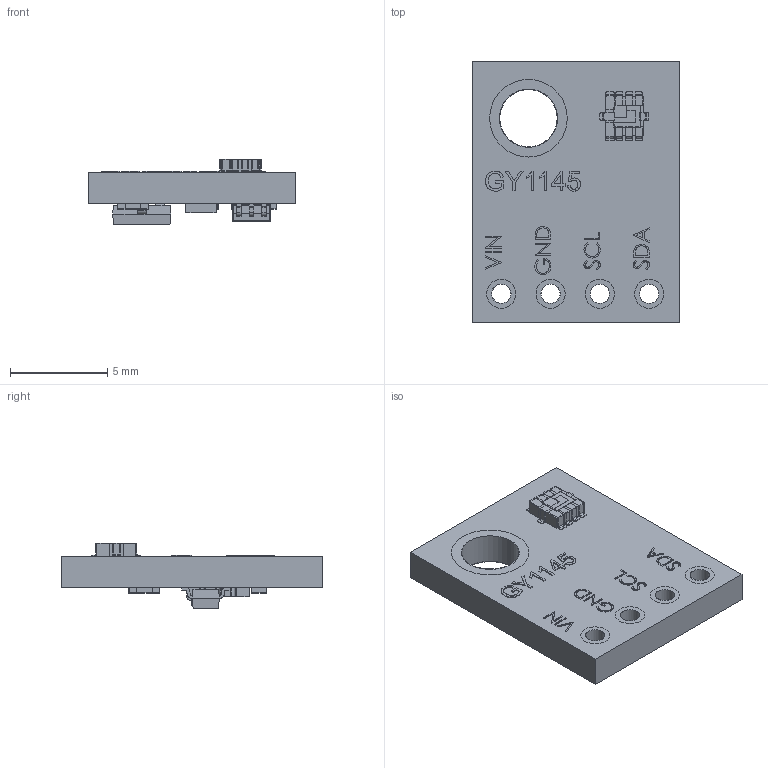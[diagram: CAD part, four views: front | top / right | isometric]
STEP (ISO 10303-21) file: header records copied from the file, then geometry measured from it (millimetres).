
FILE_DESCRIPTION(/* description */ (''),/* implementation_level */ '2;1');
FILE_NAME(/* name */ 'GY1145 UV.step',/* time_stamp */ '2022-05-01T17:38:24-04:00',/* author */ (''),/* organization */ (''),/* preprocessor_version */ 'ST-DEVELOPER v18.1',/* originating_system */ 'Autodesk Translation Framework v10.14.0.1471',/* authorisation */ '');
FILE_SCHEMA (('AUTOMOTIVE_DESIGN { 1 0 10303 214 3 1 1 }'));
Length unit declared in the file: millimetre
Products named in the file (9): gy1145; GY-1145 v2; Componente2; Componente3; Componente4; Componente5; Componente6; Componente7; Componente8
Assembly tree (8 placements, depth 2):
  gy1145
    GY-1145 v2
    Componente2
    Componente3
    Componente4
    Componente5
    Componente6
    Componente7
    Componente8
Bounding box: 10.7 x 13.5 x 3.38 mm (x, y, z)
Volume: 245.1 mm3; surface area: 596.5 mm2
Topology: 46 solids, 46 shells, 968 faces, 2413 edges, 1510 vertices
Faces by surface type: plane 562, cylinder 209, bspline 141, sphere 36, torus 20
Full cylindrical faces by diameter (mm): 0.122 x1, 0.98 x4, 1 x4, 1.5 x4, 2.96 x1, 3 x1, 4 x1
Entity records: 34715 total; most frequent: CARTESIAN_POINT 11560, ORIENTED_EDGE 4762, DIRECTION 4185, EDGE_CURVE 2381, LINE 1677, VECTOR 1677, VERTEX_POINT 1510, AXIS2_PLACEMENT_3D 1254
